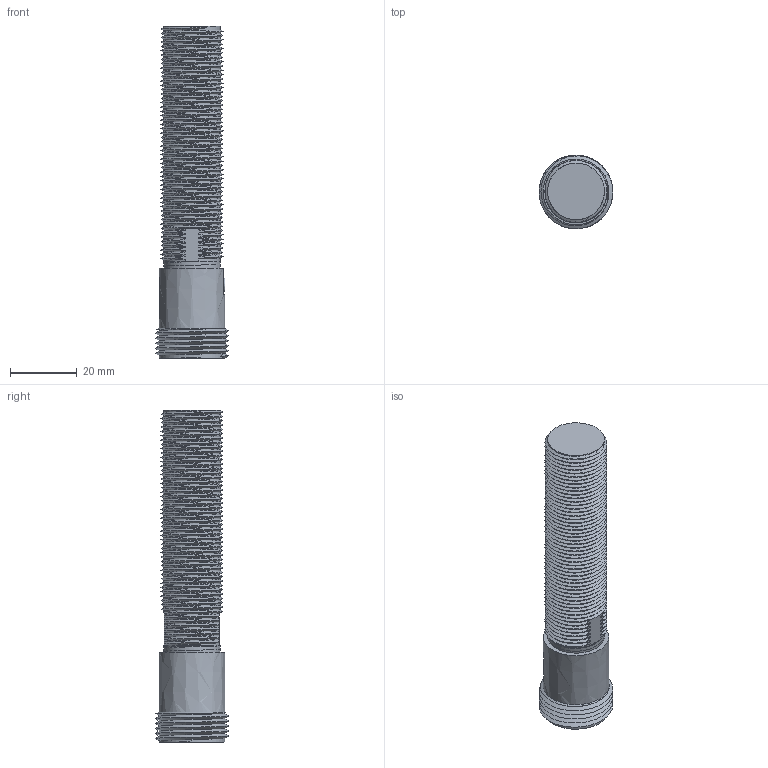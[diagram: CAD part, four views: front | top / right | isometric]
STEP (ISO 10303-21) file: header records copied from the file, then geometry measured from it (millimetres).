
FILE_DESCRIPTION( ('This file contains a STEP AP42 implementation' ,'as created by ZW3D STEP Interface translator.') ,'2;1' );
FILE_NAME( 'WCN1-1805X-XZL4.stp' ,'201026.152410', (''), ('ZWCAD Software Co.'), 'Version 1.0', 'ZW3D to STEP translator', '' );
FILE_SCHEMA(('AUTOMOTIVE_DESIGN'));
Length unit declared in the file: millimetre
Products named in the file (2): 0; WCN1-1805X-XZL4
Bounding box: 22.1 x 22.09 x 99.6 mm (x, y, z)
Volume: 23679 mm3; surface area: 10197.9 mm2
Topology: 1 solids, 2 shells, 161 faces, 436 edges, 288 vertices
Faces by surface type: bspline 161
Entity records: 25408 total; most frequent: CARTESIAN_POINT 22885, ORIENTED_EDGE 863, EDGE_CURVE 432, VERTEX_POINT 286, B_SPLINE_CURVE_WITH_KNOTS 204, EDGE_LOOP 173, FACE_OUTER_BOUND 161, ADVANCED_FACE 161
